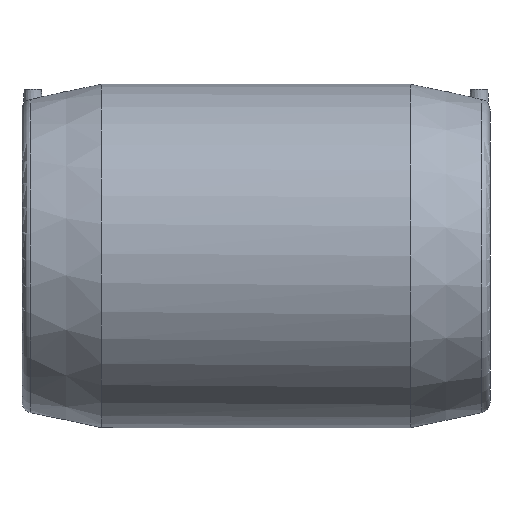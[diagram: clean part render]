
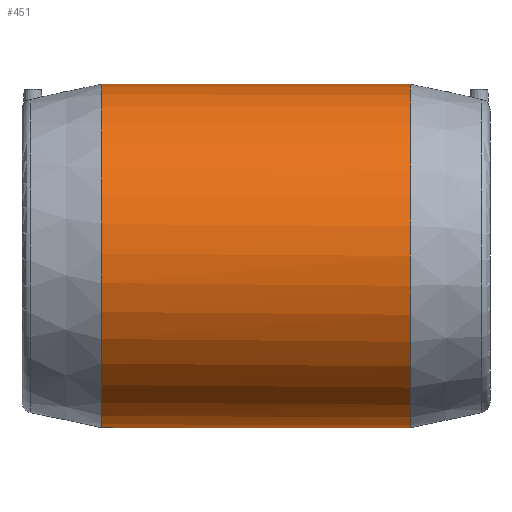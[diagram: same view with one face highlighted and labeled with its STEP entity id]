
A CAD part, front view. The second image highlights one B-rep face of the part: STEP entity #451.
In plain terms, the highlighted cylindrical face has radius 205.5 mm (diameter 411 mm), a full revolution.
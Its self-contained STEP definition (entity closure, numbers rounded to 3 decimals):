
#52=B_SPLINE_CURVE_WITH_KNOTS('',3,(#881,#882,#883,#884,#885,#886,#887,
#888,#889,#890,#891,#892,#893,#894,#895,#896,#897,#898,#899,#900,#901,#902,
#903,#904,#905,#906,#907,#908,#909,#910,#911,#912,#913,#914,#915,#916,#917,
#918,#919,#920,#921,#922,#923,#924,#925,#926,#927,#928,#929,#930,#931,#932,
#933,#934,#935,#936,#937,#938,#939,#940,#941,#942,#943),.UNSPECIFIED.,.T.,
 .F.,(1,1,1,1,1,1,1,1,1,1,1,1,1,1,1,1,1,1,1,1,1,1,1,1,1,1,1,1,1,1,1,1,1,
1,1,1,1,1,1,1,1,1,1,1,1,1,1,1,1,1,1,1,1,1,1,1,1,1,1,1,1,1,1,1,1,1,1),(-0.023,
-0.015,-0.008,0.,0.008,
0.015,0.023,0.03,0.038,
0.045,0.053,0.06,0.068,
0.076,0.083,0.091,0.098,
0.106,0.121,0.128,0.136,0.144,
0.151,0.159,0.166,0.174,0.181,
0.196,0.204,0.211,0.219,
0.227,0.234,0.242,0.249,
0.257,0.272,0.279,0.287,
0.295,0.302,0.31,0.317,
0.325,0.332,0.34,0.347,
0.363,0.37,0.378,0.385,
0.393,0.4,0.408,0.415,
0.423,0.431,0.438,0.446,
0.453,0.461,0.468,0.476,
0.483,0.491,0.499,0.506),
 .UNSPECIFIED.);
#63=CYLINDRICAL_SURFACE('',#517,205.5);
#110=ORIENTED_EDGE('',*,*,#189,.T.);
#111=ORIENTED_EDGE('',*,*,#177,.F.);
#112=ORIENTED_EDGE('',*,*,#175,.T.);
#175=EDGE_CURVE('',#221,#221,#260,.T.);
#177=EDGE_CURVE('',#223,#223,#261,.T.);
#189=EDGE_CURVE('',#234,#234,#52,.T.);
#221=VERTEX_POINT('',#757);
#223=VERTEX_POINT('',#772);
#234=VERTEX_POINT('',#944);
#260=CIRCLE('',#504,205.5);
#261=CIRCLE('',#506,205.5);
#312=EDGE_LOOP('',(#110));
#313=EDGE_LOOP('',(#111));
#314=EDGE_LOOP('',(#112));
#382=FACE_BOUND('',#312,.T.);
#383=FACE_BOUND('',#313,.T.);
#384=FACE_BOUND('',#314,.T.);
#451=ADVANCED_FACE('',(#382,#383,#384),#63,.T.);
#504=AXIS2_PLACEMENT_3D('',#756,#588,#589);
#506=AXIS2_PLACEMENT_3D('',#771,#592,#593);
#517=AXIS2_PLACEMENT_3D('',#880,#616,#617);
#588=DIRECTION('',(-1.,0.,0.));
#589=DIRECTION('',(0.,0.,1.));
#592=DIRECTION('',(-1.,0.,0.));
#593=DIRECTION('',(0.,0.,1.));
#616=DIRECTION('',(-1.,0.,0.));
#617=DIRECTION('',(0.,0.,1.));
#756=CARTESIAN_POINT('',(185.,0.,0.));
#757=CARTESIAN_POINT('',(185.,0.,205.5));
#771=CARTESIAN_POINT('',(-185.,0.,0.));
#772=CARTESIAN_POINT('',(-185.,0.,205.5));
#880=CARTESIAN_POINT('',(-60.,0.,0.));
#881=CARTESIAN_POINT('',(77.73,205.405,-7.615));
#882=CARTESIAN_POINT('',(78.135,205.548,-0.001));
#883=CARTESIAN_POINT('',(77.73,205.405,7.618));
#884=CARTESIAN_POINT('',(76.55,204.993,15.051));
#885=CARTESIAN_POINT('',(74.588,204.32,22.394));
#886=CARTESIAN_POINT('',(71.881,203.416,29.465));
#887=CARTESIAN_POINT('',(68.52,202.335,36.126));
#888=CARTESIAN_POINT('',(64.491,201.101,42.447));
#889=CARTESIAN_POINT('',(59.828,199.757,48.358));
#890=CARTESIAN_POINT('',(54.683,198.383,53.701));
#891=CARTESIAN_POINT('',(49.04,197.006,58.536));
#892=CARTESIAN_POINT('',(42.864,195.663,62.867));
#893=CARTESIAN_POINT('',(36.374,194.438,66.545));
#894=CARTESIAN_POINT('',(29.572,193.363,69.598));
#895=CARTESIAN_POINT('',(22.429,192.467,72.031));
#896=CARTESIAN_POINT('',(12.556,191.573,74.376));
#897=CARTESIAN_POINT('',(2.592,191.201,75.313));
#898=CARTESIAN_POINT('',(-7.617,191.388,74.839));
#899=CARTESIAN_POINT('',(-15.102,191.803,73.775));
#900=CARTESIAN_POINT('',(-22.414,192.466,72.034));
#901=CARTESIAN_POINT('',(-29.6,193.366,69.59));
#902=CARTESIAN_POINT('',(-36.461,194.453,66.501));
#903=CARTESIAN_POINT('',(-42.935,195.678,62.819));
#904=CARTESIAN_POINT('',(-49.066,197.012,58.516));
#905=CARTESIAN_POINT('',(-56.661,198.867,51.996));
#906=CARTESIAN_POINT('',(-63.143,200.688,44.561));
#907=CARTESIAN_POINT('',(-68.566,202.35,36.051));
#908=CARTESIAN_POINT('',(-71.914,203.427,29.384));
#909=CARTESIAN_POINT('',(-74.573,204.315,22.423));
#910=CARTESIAN_POINT('',(-76.529,204.985,15.161));
#911=CARTESIAN_POINT('',(-77.735,205.407,7.589));
#912=CARTESIAN_POINT('',(-78.13,205.546,0.058));
#913=CARTESIAN_POINT('',(-77.747,205.411,-7.486));
#914=CARTESIAN_POINT('',(-76.149,204.853,-17.586));
#915=CARTESIAN_POINT('',(-73.071,203.799,-27.083));
#916=CARTESIAN_POINT('',(-68.528,202.338,-36.119));
#917=CARTESIAN_POINT('',(-64.501,201.104,-42.427));
#918=CARTESIAN_POINT('',(-59.907,199.779,-48.266));
#919=CARTESIAN_POINT('',(-54.712,198.389,-53.679));
#920=CARTESIAN_POINT('',(-49.02,197.002,-58.549));
#921=CARTESIAN_POINT('',(-42.941,195.679,-62.814));
#922=CARTESIAN_POINT('',(-36.456,194.452,-66.507));
#923=CARTESIAN_POINT('',(-29.533,193.356,-69.616));
#924=CARTESIAN_POINT('',(-22.429,192.468,-72.026));
#925=CARTESIAN_POINT('',(-12.699,191.582,-74.355));
#926=CARTESIAN_POINT('',(-2.488,191.2,-75.316));
#927=CARTESIAN_POINT('',(7.556,191.388,-74.841));
#928=CARTESIAN_POINT('',(15.046,191.797,-73.789));
#929=CARTESIAN_POINT('',(22.476,192.472,-72.017));
#930=CARTESIAN_POINT('',(29.582,193.364,-69.594));
#931=CARTESIAN_POINT('',(36.413,194.444,-66.528));
#932=CARTESIAN_POINT('',(42.988,195.688,-62.789));
#933=CARTESIAN_POINT('',(49.086,197.018,-58.496));
#934=CARTESIAN_POINT('',(54.722,198.392,-53.667));
#935=CARTESIAN_POINT('',(59.924,199.784,-48.249));
#936=CARTESIAN_POINT('',(64.552,201.119,-42.357));
#937=CARTESIAN_POINT('',(68.543,202.343,-36.084));
#938=CARTESIAN_POINT('',(71.912,203.426,-29.4));
#939=CARTESIAN_POINT('',(74.625,204.332,-22.276));
#940=CARTESIAN_POINT('',(76.553,204.994,-15.023));
#941=CARTESIAN_POINT('',(77.73,205.405,-7.615));
#942=CARTESIAN_POINT('',(78.135,205.548,-0.001));
#943=CARTESIAN_POINT('',(77.73,205.405,7.618));
#944=CARTESIAN_POINT('',(78.,205.5,0.));
